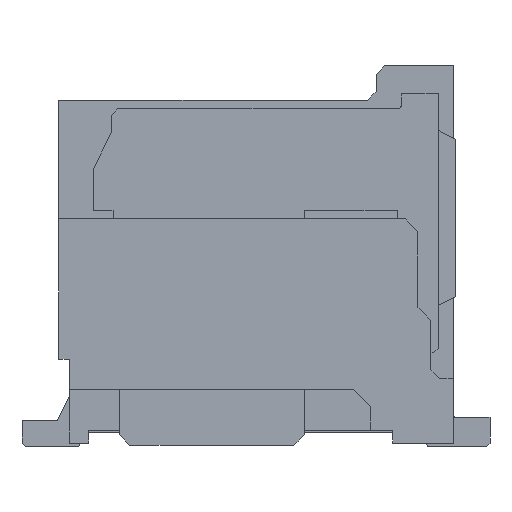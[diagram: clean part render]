
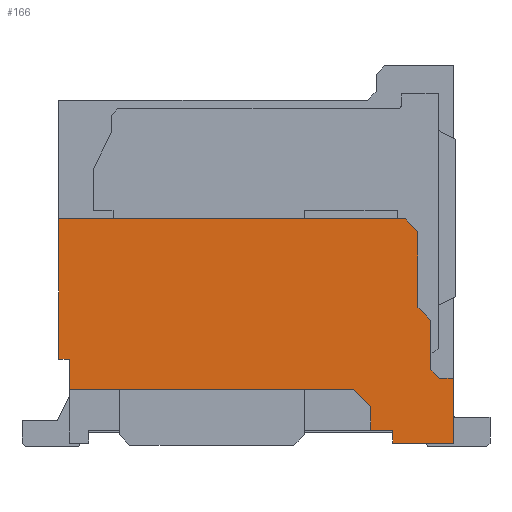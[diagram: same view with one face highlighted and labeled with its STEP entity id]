
A CAD part, left-side view. The second image highlights one B-rep face of the part: STEP entity #166.
In plain terms, the highlighted planar face has unit normal (-1, 0, 0).
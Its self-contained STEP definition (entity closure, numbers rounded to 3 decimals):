
#166=ADVANCED_FACE('',(#797),#798,.T.);
#797=FACE_OUTER_BOUND('',#1880,.T.);
#798=PLANE('',#1881);
#1880=EDGE_LOOP('',(#3514,#3515,#3516,#3517,#3518,#3519,#3520,#3521,#3522,#3523,#3524,#3525,#3526,#3527,#3528,#3529,#3530));
#1881=AXIS2_PLACEMENT_3D('',#3531,#3532,#3533);
#3514=ORIENTED_EDGE('',*,*,#7871,.T.);
#3515=ORIENTED_EDGE('',*,*,#7522,.F.);
#3516=ORIENTED_EDGE('',*,*,#7872,.T.);
#3517=ORIENTED_EDGE('',*,*,#7873,.T.);
#3518=ORIENTED_EDGE('',*,*,#7874,.F.);
#3519=ORIENTED_EDGE('',*,*,#7875,.F.);
#3520=ORIENTED_EDGE('',*,*,#7876,.F.);
#3521=ORIENTED_EDGE('',*,*,#7491,.T.);
#3522=ORIENTED_EDGE('',*,*,#7877,.T.);
#3523=ORIENTED_EDGE('',*,*,#7878,.T.);
#3524=ORIENTED_EDGE('',*,*,#7879,.T.);
#3525=ORIENTED_EDGE('',*,*,#7823,.T.);
#3526=ORIENTED_EDGE('',*,*,#7870,.T.);
#3527=ORIENTED_EDGE('',*,*,#7868,.T.);
#3528=ORIENTED_EDGE('',*,*,#7866,.T.);
#3529=ORIENTED_EDGE('',*,*,#7864,.F.);
#3530=ORIENTED_EDGE('',*,*,#7880,.F.);
#3531=CARTESIAN_POINT('',(-5.9,4.575,-4.375));
#3532=DIRECTION('',(-1.0,0.0,0.0));
#3533=DIRECTION('',(0.0,0.0,1.0));
#7491=EDGE_CURVE('',#9052,#9049,#9053,.T.);
#7522=EDGE_CURVE('',#9111,#9113,#9114,.T.);
#7823=EDGE_CURVE('',#9674,#9671,#9675,.T.);
#7864=EDGE_CURVE('',#9742,#9744,#9745,.T.);
#7866=EDGE_CURVE('',#9747,#9744,#9748,.T.);
#7868=EDGE_CURVE('',#9750,#9747,#9751,.T.);
#7870=EDGE_CURVE('',#9671,#9750,#9753,.T.);
#7871=EDGE_CURVE('',#9754,#9113,#9755,.T.);
#7872=EDGE_CURVE('',#9111,#9756,#9757,.T.);
#7873=EDGE_CURVE('',#9756,#9758,#9759,.T.);
#7874=EDGE_CURVE('',#9760,#9758,#9761,.T.);
#7875=EDGE_CURVE('',#9762,#9760,#9763,.T.);
#7876=EDGE_CURVE('',#9052,#9762,#9764,.T.);
#7877=EDGE_CURVE('',#9049,#9765,#9766,.T.);
#7878=EDGE_CURVE('',#9765,#9767,#9768,.T.);
#7879=EDGE_CURVE('',#9767,#9674,#9769,.T.);
#7880=EDGE_CURVE('',#9754,#9742,#9770,.T.);
#9049=VERTEX_POINT('',#11550);
#9052=VERTEX_POINT('',#11554);
#9053=LINE('',#11555,#11556);
#9111=VERTEX_POINT('',#11643);
#9113=VERTEX_POINT('',#11646);
#9114=LINE('',#11647,#11648);
#9671=VERTEX_POINT('',#12482);
#9674=VERTEX_POINT('',#12486);
#9675=LINE('',#12487,#12488);
#9742=VERTEX_POINT('',#12594);
#9744=VERTEX_POINT('',#12597);
#9745=LINE('',#12598,#12599);
#9747=VERTEX_POINT('',#12602);
#9748=LINE('',#12603,#12604);
#9750=VERTEX_POINT('',#12607);
#9751=LINE('',#12608,#12609);
#9753=LINE('',#12612,#12613);
#9754=VERTEX_POINT('',#12614);
#9755=LINE('',#12615,#12616);
#9756=VERTEX_POINT('',#12617);
#9757=LINE('',#12618,#12619);
#9758=VERTEX_POINT('',#12620);
#9759=LINE('',#12621,#12622);
#9760=VERTEX_POINT('',#12623);
#9761=LINE('',#12624,#12625);
#9762=VERTEX_POINT('',#12626);
#9763=LINE('',#12627,#12628);
#9764=LINE('',#12629,#12630);
#9765=VERTEX_POINT('',#12631);
#9766=LINE('',#12632,#12633);
#9767=VERTEX_POINT('',#12634);
#9768=LINE('',#12635,#12636);
#9769=LINE('',#12637,#12638);
#9770=LINE('',#12639,#12640);
#11550=CARTESIAN_POINT('',(-5.9,-4.575,-4.375));
#11554=CARTESIAN_POINT('',(-5.9,-3.175,-4.375));
#11555=CARTESIAN_POINT('',(-5.9,-3.175,-4.375));
#11556=VECTOR('',#15501,1.4);
#11643=CARTESIAN_POINT('',(-5.9,4.325,-3.125));
#11646=CARTESIAN_POINT('',(-5.9,4.325,-2.425));
#11647=CARTESIAN_POINT('',(-5.9,4.325,-3.125));
#11648=VECTOR('',#15532,0.7);
#12482=CARTESIAN_POINT('',(-5.9,-4.055,-1.525));
#12486=CARTESIAN_POINT('',(-5.9,-4.055,-2.675));
#12487=CARTESIAN_POINT('',(-5.9,-4.055,-2.675));
#12488=VECTOR('',#15877,1.15);
#12594=CARTESIAN_POINT('',(-5.9,4.575,0.825));
#12597=CARTESIAN_POINT('',(-5.9,-3.455,0.825));
#12598=CARTESIAN_POINT('',(-5.9,4.575,0.825));
#12599=VECTOR('',#15918,8.03);
#12602=CARTESIAN_POINT('',(-5.9,-3.755,0.525));
#12603=CARTESIAN_POINT('',(-5.9,-3.755,0.525));
#12604=VECTOR('',#15920,0.424);
#12607=CARTESIAN_POINT('',(-5.9,-3.755,-1.225));
#12608=CARTESIAN_POINT('',(-5.9,-3.755,-1.225));
#12609=VECTOR('',#15922,1.75);
#12612=CARTESIAN_POINT('',(-5.9,-4.055,-1.525));
#12613=VECTOR('',#15924,0.424);
#12614=CARTESIAN_POINT('',(-5.9,4.575,-2.425));
#12615=CARTESIAN_POINT('',(-5.9,4.575,-2.425));
#12616=VECTOR('',#15925,0.25);
#12617=CARTESIAN_POINT('',(-5.9,-2.255,-3.125));
#12618=CARTESIAN_POINT('',(-5.9,4.325,-3.125));
#12619=VECTOR('',#15926,6.58);
#12620=CARTESIAN_POINT('',(-5.9,-2.655,-3.525));
#12621=CARTESIAN_POINT('',(-5.9,-2.255,-3.125));
#12622=VECTOR('',#15927,0.566);
#12623=CARTESIAN_POINT('',(-5.9,-2.655,-4.075));
#12624=CARTESIAN_POINT('',(-5.9,-2.655,-4.075));
#12625=VECTOR('',#15928,0.55);
#12626=CARTESIAN_POINT('',(-5.9,-3.175,-4.075));
#12627=CARTESIAN_POINT('',(-5.9,-3.175,-4.075));
#12628=VECTOR('',#15929,0.52);
#12629=CARTESIAN_POINT('',(-5.9,-3.175,-4.375));
#12630=VECTOR('',#15930,0.3);
#12631=CARTESIAN_POINT('',(-5.9,-4.575,-2.875));
#12632=CARTESIAN_POINT('',(-5.9,-4.575,-4.375));
#12633=VECTOR('',#15931,1.5);
#12634=CARTESIAN_POINT('',(-5.9,-4.255,-2.875));
#12635=CARTESIAN_POINT('',(-5.9,-4.575,-2.875));
#12636=VECTOR('',#15932,0.32);
#12637=CARTESIAN_POINT('',(-5.9,-4.255,-2.875));
#12638=VECTOR('',#15933,0.283);
#12639=CARTESIAN_POINT('',(-5.9,4.575,-2.425));
#12640=VECTOR('',#15934,3.25);
#15501=DIRECTION('',(0.0,-1.0,0.0));
#15532=DIRECTION('',(0.0,0.0,1.0));
#15877=DIRECTION('',(0.0,0.0,1.0));
#15918=DIRECTION('',(0.0,-1.0,0.0));
#15920=DIRECTION('',(0.0,0.707,0.707));
#15922=DIRECTION('',(0.0,0.0,1.0));
#15924=DIRECTION('',(0.0,0.707,0.707));
#15925=DIRECTION('',(0.0,-1.0,0.0));
#15926=DIRECTION('',(0.0,-1.0,0.0));
#15927=DIRECTION('',(0.0,-0.707,-0.707));
#15928=DIRECTION('',(0.0,0.0,1.0));
#15929=DIRECTION('',(0.0,1.0,0.0));
#15930=DIRECTION('',(0.0,0.0,1.0));
#15931=DIRECTION('',(0.0,0.0,1.0));
#15932=DIRECTION('',(0.0,1.0,0.0));
#15933=DIRECTION('',(0.0,0.707,0.707));
#15934=DIRECTION('',(0.0,0.0,1.0));
